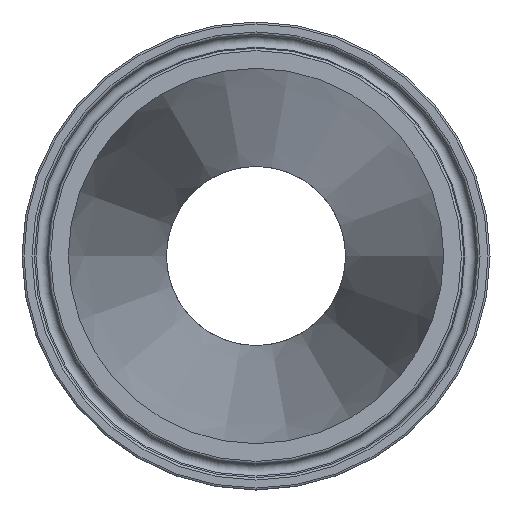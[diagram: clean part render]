
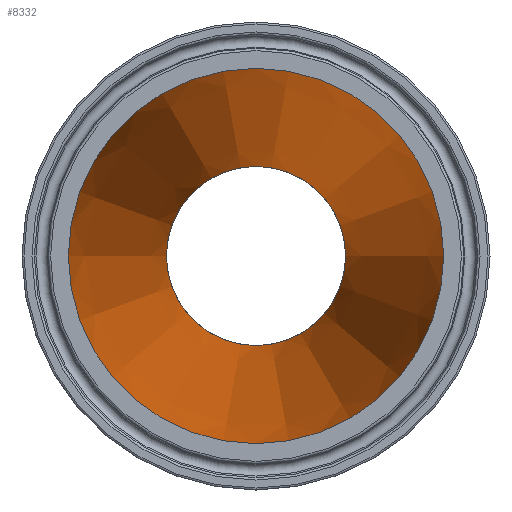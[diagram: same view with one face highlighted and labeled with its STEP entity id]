
A CAD part, left-side view. The second image highlights one B-rep face of the part: STEP entity #8332.
In plain terms, the highlighted conical face has half-angle 7.125 degrees and reference radius 26.924 mm.
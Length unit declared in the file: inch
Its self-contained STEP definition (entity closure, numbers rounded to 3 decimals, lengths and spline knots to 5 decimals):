
#937=FACE_OUTER_BOUND('',#1427,.T.);
#1427=EDGE_LOOP('',(#7669,#7670,#7671,#7672,#7673,#7674));
#2005=LINE('',#17947,#2568);
#2568=VECTOR('',#10536,1.06);
#2796=CIRCLE('',#8880,0.685);
#2797=CIRCLE('',#8881,0.685);
#2798=CIRCLE('',#8883,1.435);
#2799=CIRCLE('',#8884,1.435);
#4010=VERTEX_POINT('',#17941);
#4011=VERTEX_POINT('',#17942);
#4012=VERTEX_POINT('',#17946);
#4013=VERTEX_POINT('',#17948);
#5242=EDGE_CURVE('',#4010,#4011,#2796,.T.);
#5243=EDGE_CURVE('',#4011,#4010,#2797,.T.);
#5244=EDGE_CURVE('',#4011,#4012,#2005,.T.);
#5245=EDGE_CURVE('',#4013,#4012,#2798,.T.);
#5246=EDGE_CURVE('',#4012,#4013,#2799,.T.);
#7669=ORIENTED_EDGE('',*,*,#5242,.T.);
#7670=ORIENTED_EDGE('',*,*,#5244,.T.);
#7671=ORIENTED_EDGE('',*,*,#5245,.F.);
#7672=ORIENTED_EDGE('',*,*,#5246,.F.);
#7673=ORIENTED_EDGE('',*,*,#5244,.F.);
#7674=ORIENTED_EDGE('',*,*,#5243,.T.);
#7838=CONICAL_SURFACE('',#8882,1.06,0.124);
#8332=ADVANCED_FACE('',(#937),#7838,.F.);
#8880=AXIS2_PLACEMENT_3D('',#17943,#10530,#10531);
#8881=AXIS2_PLACEMENT_3D('',#17944,#10532,#10533);
#8882=AXIS2_PLACEMENT_3D('',#17945,#10534,#10535);
#8883=AXIS2_PLACEMENT_3D('',#17949,#10537,#10538);
#8884=AXIS2_PLACEMENT_3D('',#17950,#10539,#10540);
#10530=DIRECTION('center_axis',(1.,0.,0.));
#10531=DIRECTION('ref_axis',(0.,1.,0.));
#10532=DIRECTION('center_axis',(1.,0.,0.));
#10533=DIRECTION('ref_axis',(0.,1.,0.));
#10534=DIRECTION('center_axis',(-1.,0.,0.));
#10535=DIRECTION('ref_axis',(0.,1.,0.));
#10536=DIRECTION('',(-0.992,-0.124,0.));
#10537=DIRECTION('center_axis',(1.,0.,0.));
#10538=DIRECTION('ref_axis',(0.,1.,0.));
#10539=DIRECTION('center_axis',(1.,0.,0.));
#10540=DIRECTION('ref_axis',(0.,1.,0.));
#17941=CARTESIAN_POINT('',(7.05662,0.685,0.));
#17942=CARTESIAN_POINT('',(7.05662,-0.685,0.));
#17943=CARTESIAN_POINT('Origin',(7.05662,0.,
0.));
#17944=CARTESIAN_POINT('Origin',(7.05662,0.,
0.));
#17945=CARTESIAN_POINT('Origin',(4.05662,0.,
0.));
#17946=CARTESIAN_POINT('',(1.05662,-1.435,0.));
#17947=CARTESIAN_POINT('',(4.05662,-1.06,0.));
#17948=CARTESIAN_POINT('',(1.05662,1.435,0.));
#17949=CARTESIAN_POINT('Origin',(1.05662,0.,
0.));
#17950=CARTESIAN_POINT('Origin',(1.05662,0.,
0.));
